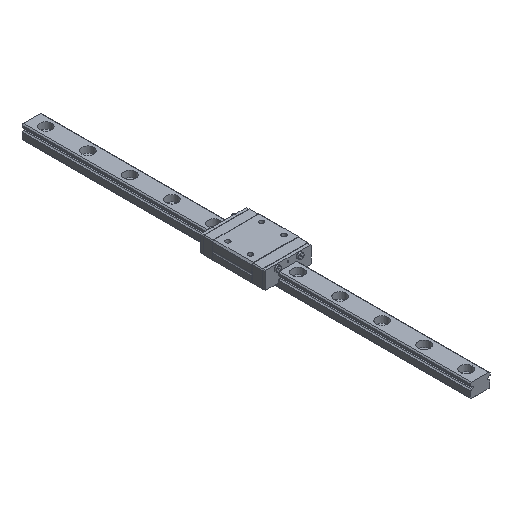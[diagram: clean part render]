
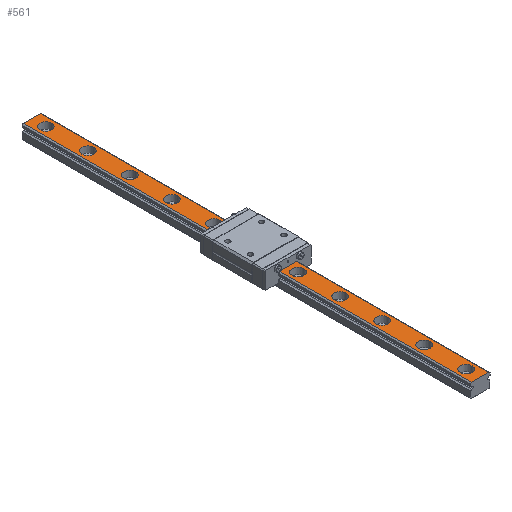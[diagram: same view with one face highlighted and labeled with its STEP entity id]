
A CAD part, isometric view. The second image highlights one B-rep face of the part: STEP entity #561.
In plain terms, the highlighted planar face has unit normal (0, 0, 1).
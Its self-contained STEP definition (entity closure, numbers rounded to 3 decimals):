
#561 = ADVANCED_FACE( '', ( #1185, #1186, #1187, #1188, #1189, #1190, #1191, #1192, #1193, #1194, #1195, #1196 ), #1197, .T. );
#1185 = FACE_BOUND( '', #1850, .T. );
#1186 = FACE_BOUND( '', #1851, .T. );
#1187 = FACE_BOUND( '', #1852, .T. );
#1188 = FACE_BOUND( '', #1853, .T. );
#1189 = FACE_BOUND( '', #1854, .T. );
#1190 = FACE_BOUND( '', #1855, .T. );
#1191 = FACE_BOUND( '', #1856, .T. );
#1192 = FACE_BOUND( '', #1857, .T. );
#1193 = FACE_BOUND( '', #1858, .T. );
#1194 = FACE_BOUND( '', #1859, .T. );
#1195 = FACE_BOUND( '', #1860, .T. );
#1196 = FACE_OUTER_BOUND( '', #1861, .T. );
#1197 = PLANE( '', #1862 );
#1850 = EDGE_LOOP( '', ( #3334 ) );
#1851 = EDGE_LOOP( '', ( #3335 ) );
#1852 = EDGE_LOOP( '', ( #3336 ) );
#1853 = EDGE_LOOP( '', ( #3337 ) );
#1854 = EDGE_LOOP( '', ( #3338 ) );
#1855 = EDGE_LOOP( '', ( #3339 ) );
#1856 = EDGE_LOOP( '', ( #3340 ) );
#1857 = EDGE_LOOP( '', ( #3341 ) );
#1858 = EDGE_LOOP( '', ( #3342 ) );
#1859 = EDGE_LOOP( '', ( #3343 ) );
#1860 = EDGE_LOOP( '', ( #3344 ) );
#1861 = EDGE_LOOP( '', ( #3345, #3346, #3347, #3348 ) );
#1862 = AXIS2_PLACEMENT_3D( '', #3349, #3350, #3351 );
#3334 = ORIENTED_EDGE( '', *, *, #4045, .T. );
#3335 = ORIENTED_EDGE( '', *, *, #4349, .T. );
#3336 = ORIENTED_EDGE( '', *, *, #4350, .T. );
#3337 = ORIENTED_EDGE( '', *, *, #4252, .T. );
#3338 = ORIENTED_EDGE( '', *, *, #4254, .T. );
#3339 = ORIENTED_EDGE( '', *, *, #3808, .T. );
#3340 = ORIENTED_EDGE( '', *, *, #4028, .T. );
#3341 = ORIENTED_EDGE( '', *, *, #4234, .T. );
#3342 = ORIENTED_EDGE( '', *, *, #4077, .T. );
#3343 = ORIENTED_EDGE( '', *, *, #3947, .T. );
#3344 = ORIENTED_EDGE( '', *, *, #4037, .T. );
#3345 = ORIENTED_EDGE( '', *, *, #3911, .F. );
#3346 = ORIENTED_EDGE( '', *, *, #3953, .F. );
#3347 = ORIENTED_EDGE( '', *, *, #3777, .T. );
#3348 = ORIENTED_EDGE( '', *, *, #3876, .T. );
#3349 = CARTESIAN_POINT( '', ( -3.074, -80., 5. ) );
#3350 = DIRECTION( '', ( 0., 0., 1. ) );
#3351 = DIRECTION( '', ( 1., 0., 0. ) );
#3777 = EDGE_CURVE( '', #4490, #4488, #4491, .T. );
#3808 = EDGE_CURVE( '', #4544, #4544, #4545, .T. );
#3876 = EDGE_CURVE( '', #4488, #4657, #4660, .T. );
#3911 = EDGE_CURVE( '', #4720, #4657, #4722, .T. );
#3947 = EDGE_CURVE( '', #4781, #4781, #4782, .T. );
#3953 = EDGE_CURVE( '', #4490, #4720, #4788, .T. );
#4028 = EDGE_CURVE( '', #4906, #4906, #4907, .T. );
#4037 = EDGE_CURVE( '', #4921, #4921, #4922, .T. );
#4045 = EDGE_CURVE( '', #4934, #4934, #4935, .T. );
#4077 = EDGE_CURVE( '', #4982, #4982, #4983, .T. );
#4234 = EDGE_CURVE( '', #5213, #5213, #5214, .T. );
#4252 = EDGE_CURVE( '', #5237, #5237, #5238, .T. );
#4254 = EDGE_CURVE( '', #5240, #5240, #5241, .T. );
#4349 = EDGE_CURVE( '', #5355, #5355, #5356, .T. );
#4350 = EDGE_CURVE( '', #5357, #5357, #5358, .T. );
#4488 = VERTEX_POINT( '', #5519 );
#4490 = VERTEX_POINT( '', #5521 );
#4491 = LINE( '', #5522, #5523 );
#4544 = VERTEX_POINT( '', #5596 );
#4545 = CIRCLE( '', #5597, 2.1 );
#4657 = VERTEX_POINT( '', #5759 );
#4660 = LINE( '', #5762, #5763 );
#4720 = VERTEX_POINT( '', #5841 );
#4722 = LINE( '', #5843, #5844 );
#4781 = VERTEX_POINT( '', #5931 );
#4782 = CIRCLE( '', #5932, 2.1 );
#4788 = LINE( '', #5939, #5940 );
#4906 = VERTEX_POINT( '', #6128 );
#4907 = CIRCLE( '', #6129, 2.1 );
#4921 = VERTEX_POINT( '', #6147 );
#4922 = CIRCLE( '', #6148, 2.1 );
#4934 = VERTEX_POINT( '', #6169 );
#4935 = CIRCLE( '', #6170, 2.1 );
#4982 = VERTEX_POINT( '', #6246 );
#4983 = CIRCLE( '', #6247, 2.1 );
#5213 = VERTEX_POINT( '', #6581 );
#5214 = CIRCLE( '', #6582, 2.1 );
#5237 = VERTEX_POINT( '', #6612 );
#5238 = CIRCLE( '', #6613, 2.1 );
#5240 = VERTEX_POINT( '', #6615 );
#5241 = CIRCLE( '', #6616, 2.1 );
#5355 = VERTEX_POINT( '', #6793 );
#5356 = CIRCLE( '', #6794, 2.1 );
#5357 = VERTEX_POINT( '', #6795 );
#5358 = CIRCLE( '', #6796, 2.1 );
#5519 = CARTESIAN_POINT( '', ( 3.074, -80., 5. ) );
#5521 = CARTESIAN_POINT( '', ( -3.074, -80., 5. ) );
#5522 = CARTESIAN_POINT( '', ( -3.074, -80., 5. ) );
#5523 = VECTOR( '', #6960, 1000. );
#5596 = CARTESIAN_POINT( '', ( 2.1, 0., 5. ) );
#5597 = AXIS2_PLACEMENT_3D( '', #6996, #6997, #6998 );
#5759 = CARTESIAN_POINT( '', ( 3.074, 80., 5. ) );
#5762 = CARTESIAN_POINT( '', ( 3.074, -80., 5. ) );
#5763 = VECTOR( '', #7070, 1000. );
#5841 = CARTESIAN_POINT( '', ( -3.074, 80., 5. ) );
#5843 = CARTESIAN_POINT( '', ( -3.074, 80., 5. ) );
#5844 = VECTOR( '', #7131, 1000. );
#5931 = CARTESIAN_POINT( '', ( 2.1, 60., 5. ) );
#5932 = AXIS2_PLACEMENT_3D( '', #7172, #7173, #7174 );
#5939 = CARTESIAN_POINT( '', ( -3.074, -80., 5. ) );
#5940 = VECTOR( '', #7179, 1000. );
#6128 = CARTESIAN_POINT( '', ( 2.1, 15., 5. ) );
#6129 = AXIS2_PLACEMENT_3D( '', #7250, #7251, #7252 );
#6147 = CARTESIAN_POINT( '', ( 2.1, 75., 5. ) );
#6148 = AXIS2_PLACEMENT_3D( '', #7260, #7261, #7262 );
#6169 = CARTESIAN_POINT( '', ( 2.1, -75., 5. ) );
#6170 = AXIS2_PLACEMENT_3D( '', #7272, #7273, #7274 );
#6246 = CARTESIAN_POINT( '', ( 2.1, 45., 5. ) );
#6247 = AXIS2_PLACEMENT_3D( '', #7301, #7302, #7303 );
#6581 = CARTESIAN_POINT( '', ( 2.1, 30., 5. ) );
#6582 = AXIS2_PLACEMENT_3D( '', #7438, #7439, #7440 );
#6612 = CARTESIAN_POINT( '', ( 2.1, -30., 5. ) );
#6613 = AXIS2_PLACEMENT_3D( '', #7457, #7458, #7459 );
#6615 = CARTESIAN_POINT( '', ( 2.1, -15., 5. ) );
#6616 = AXIS2_PLACEMENT_3D( '', #7460, #7461, #7462 );
#6793 = CARTESIAN_POINT( '', ( 2.1, -60., 5. ) );
#6794 = AXIS2_PLACEMENT_3D( '', #7547, #7548, #7549 );
#6795 = CARTESIAN_POINT( '', ( 2.1, -45., 5. ) );
#6796 = AXIS2_PLACEMENT_3D( '', #7550, #7551, #7552 );
#6960 = DIRECTION( '', ( 1., 0., 0. ) );
#6996 = CARTESIAN_POINT( '', ( 0., 0., 5. ) );
#6997 = DIRECTION( '', ( 0., 0., -1. ) );
#6998 = DIRECTION( '', ( 1., 0., 0. ) );
#7070 = DIRECTION( '', ( 0., 1., 0. ) );
#7131 = DIRECTION( '', ( 1., 0., 0. ) );
#7172 = CARTESIAN_POINT( '', ( 0., 60., 5. ) );
#7173 = DIRECTION( '', ( 0., 0., -1. ) );
#7174 = DIRECTION( '', ( 1., 0., 0. ) );
#7179 = DIRECTION( '', ( 0., 1., 0. ) );
#7250 = CARTESIAN_POINT( '', ( 0., 15., 5. ) );
#7251 = DIRECTION( '', ( 0., 0., -1. ) );
#7252 = DIRECTION( '', ( 1., 0., 0. ) );
#7260 = CARTESIAN_POINT( '', ( 0., 75., 5. ) );
#7261 = DIRECTION( '', ( 0., 0., -1. ) );
#7262 = DIRECTION( '', ( 1., 0., 0. ) );
#7272 = CARTESIAN_POINT( '', ( 0., -75., 5. ) );
#7273 = DIRECTION( '', ( 0., 0., -1. ) );
#7274 = DIRECTION( '', ( 1., 0., 0. ) );
#7301 = CARTESIAN_POINT( '', ( 0., 45., 5. ) );
#7302 = DIRECTION( '', ( 0., 0., -1. ) );
#7303 = DIRECTION( '', ( 1., 0., 0. ) );
#7438 = CARTESIAN_POINT( '', ( 0., 30., 5. ) );
#7439 = DIRECTION( '', ( 0., 0., -1. ) );
#7440 = DIRECTION( '', ( 1., 0., 0. ) );
#7457 = CARTESIAN_POINT( '', ( 0., -30., 5. ) );
#7458 = DIRECTION( '', ( 0., 0., -1. ) );
#7459 = DIRECTION( '', ( 1., 0., 0. ) );
#7460 = CARTESIAN_POINT( '', ( 0., -15., 5. ) );
#7461 = DIRECTION( '', ( 0., 0., -1. ) );
#7462 = DIRECTION( '', ( 1., 0., 0. ) );
#7547 = CARTESIAN_POINT( '', ( 0., -60., 5. ) );
#7548 = DIRECTION( '', ( 0., 0., -1. ) );
#7549 = DIRECTION( '', ( 1., 0., 0. ) );
#7550 = CARTESIAN_POINT( '', ( 0., -45., 5. ) );
#7551 = DIRECTION( '', ( 0., 0., -1. ) );
#7552 = DIRECTION( '', ( 1., 0., 0. ) );
